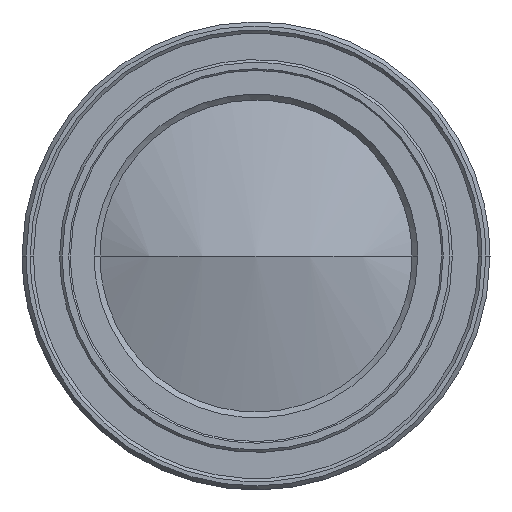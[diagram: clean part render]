
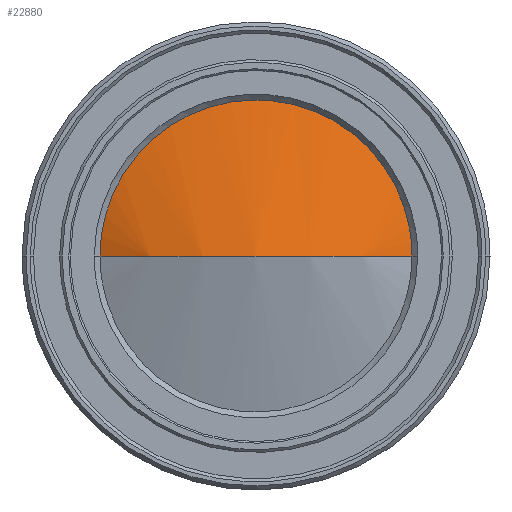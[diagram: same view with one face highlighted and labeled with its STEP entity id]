
A CAD part, left-side view. The second image highlights one B-rep face of the part: STEP entity #22880.
In plain terms, the highlighted free-form (B-spline) face has degree [2, 2] with [9, 5] control points.
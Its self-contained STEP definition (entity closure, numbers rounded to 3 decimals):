
#5840 = CARTESIAN_POINT ('', (-70.338, -19., 0.));
#5850 = VERTEX_POINT ('', #5840);
#5910 = CARTESIAN_POINT ('', (-70.338, 19., 0.));
#5920 = VERTEX_POINT ('', #5910);
#22180 = CARTESIAN_POINT ('', (-74.972, 0., 0.));
#22190 = VERTEX_POINT ('', #22180);
#22200 = CARTESIAN_POINT ('', (-74.972, 0., 0.));
#22210 = CARTESIAN_POINT ('', (-74.972, 10.065, 0.));
#22220 = CARTESIAN_POINT ('', (-70.338, 19., 0.));
#22230 = (
   BOUNDED_CURVE ()
   B_SPLINE_CURVE (2, (#22200, #22210, #22220), .UNSPECIFIED., .F., .U.)
   B_SPLINE_CURVE_WITH_KNOTS ((3, 3), (0., 27.412), .UNSPECIFIED.)
   CURVE ()
   GEOMETRIC_REPRESENTATION_ITEM ()
   RATIONAL_B_SPLINE_CURVE ((1., 0.972, 1.))
   REPRESENTATION_ITEM ('')
);
#22240 = EDGE_CURVE ('', #22190, #5920, #22230, .T.);
#22250 = ORIENTED_EDGE ('', *, *, #22240, .F.);
#22260 = CARTESIAN_POINT ('', (-74.972, 0., 0.));
#22270 = CARTESIAN_POINT ('', (-74.972, -10.065, 0.));
#22280 = CARTESIAN_POINT ('', (-70.338, -19., 0.));
#22290 = (
   BOUNDED_CURVE ()
   B_SPLINE_CURVE (2, (#22260, #22270, #22280), .UNSPECIFIED., .F., .U.)
   B_SPLINE_CURVE_WITH_KNOTS ((3, 3), (270., 297.412), .UNSPECIFIED.)
   CURVE ()
   GEOMETRIC_REPRESENTATION_ITEM ()
   RATIONAL_B_SPLINE_CURVE ((1., 0.972, 1.))
   REPRESENTATION_ITEM ('')
);
#22300 = EDGE_CURVE ('', #22190, #5850, #22290, .T.);
#22310 = ORIENTED_EDGE ('', *, *, #22300, .T.);
#22320 = CARTESIAN_POINT ('', (-70.338, 19., 0.));
#22330 = CARTESIAN_POINT ('', (-70.338, 19., 19.));
#22340 = CARTESIAN_POINT ('', (-70.338, 0., 19.));
#22350 = CARTESIAN_POINT ('', (-70.338, -19., 19.));
#22360 = CARTESIAN_POINT ('', (-70.338, -19., 0.));
#22370 = (
   BOUNDED_CURVE ()
   B_SPLINE_CURVE (2, (#22320, #22330, #22340, #22350, #22360), .UNSPECIFIED., .F., .U.)
   B_SPLINE_CURVE_WITH_KNOTS ((3, 2, 3), (0., 90., 180.), .UNSPECIFIED.)
   CURVE ()
   GEOMETRIC_REPRESENTATION_ITEM ()
   RATIONAL_B_SPLINE_CURVE ((1., 0.707, 1., 0.707, 1.))
   REPRESENTATION_ITEM ('')
);
#22380 = EDGE_CURVE ('', #5920, #5850, #22370, .T.);
#22390 = ORIENTED_EDGE ('', *, *, #22380, .F.);
#22400 = EDGE_LOOP ('', (#22250, #22310, #22390));
#22410 = FACE_OUTER_BOUND ('', #22400, .T.);
#22420 = CARTESIAN_POINT ('', (-33.702, 0., 41.27));
#22430 = CARTESIAN_POINT ('', (-33.702, 41.27, 41.27));
#22440 = CARTESIAN_POINT ('', (-33.702, 41.27, 0.));
#22450 = CARTESIAN_POINT ('', (-33.702, 41.27, -41.27));
#22460 = CARTESIAN_POINT ('', (-33.702, 0., -41.27));
#22470 = CARTESIAN_POINT ('', (-33.702, 0., 41.27));
#22480 = CARTESIAN_POINT ('', (7.568, 41.27, 41.27));
#22490 = CARTESIAN_POINT ('', (7.568, 41.27, 0.));
#22500 = CARTESIAN_POINT ('', (7.568, 41.27, -41.27));
#22510 = CARTESIAN_POINT ('', (-33.702, 0., -41.27));
#22520 = CARTESIAN_POINT ('', (-33.702, 0., 41.27));
#22530 = CARTESIAN_POINT ('', (7.568, 0., 41.27));
#22540 = CARTESIAN_POINT ('', (7.568, 0., 0.));
#22550 = CARTESIAN_POINT ('', (7.568, 0., -41.27));
#22560 = CARTESIAN_POINT ('', (-33.702, 0., -41.27));
#22570 = CARTESIAN_POINT ('', (-33.702, 0., 41.27));
#22580 = CARTESIAN_POINT ('', (7.568, -41.27, 41.27));
#22590 = CARTESIAN_POINT ('', (7.568, -41.27, 0.));
#22600 = CARTESIAN_POINT ('', (7.568, -41.27, -41.27));
#22610 = CARTESIAN_POINT ('', (-33.702, 0., -41.27));
#22620 = CARTESIAN_POINT ('', (-33.702, 0., 41.27));
#22630 = CARTESIAN_POINT ('', (-33.702, -41.27, 41.27));
#22640 = CARTESIAN_POINT ('', (-33.702, -41.27, 0.));
#22650 = CARTESIAN_POINT ('', (-33.702, -41.27, -41.27));
#22660 = CARTESIAN_POINT ('', (-33.702, 0., -41.27));
#22670 = CARTESIAN_POINT ('', (-33.702, 0., 41.27));
#22680 = CARTESIAN_POINT ('', (-74.972, -41.27, 41.27));
#22690 = CARTESIAN_POINT ('', (-74.972, -41.27, 0.));
#22700 = CARTESIAN_POINT ('', (-74.972, -41.27, -41.27));
#22710 = CARTESIAN_POINT ('', (-33.702, 0., -41.27));
#22720 = CARTESIAN_POINT ('', (-33.702, 0., 41.27));
#22730 = CARTESIAN_POINT ('', (-74.972, 0., 41.27));
#22740 = CARTESIAN_POINT ('', (-74.972, 0., 0.));
#22750 = CARTESIAN_POINT ('', (-74.972, 0., -41.27));
#22760 = CARTESIAN_POINT ('', (-33.702, 0., -41.27));
#22770 = CARTESIAN_POINT ('', (-33.702, 0., 41.27));
#22780 = CARTESIAN_POINT ('', (-74.972, 41.27, 41.27));
#22790 = CARTESIAN_POINT ('', (-74.972, 41.27, 0.));
#22800 = CARTESIAN_POINT ('', (-74.972, 41.27, -41.27));
#22810 = CARTESIAN_POINT ('', (-33.702, 0., -41.27));
#22820 = CARTESIAN_POINT ('', (-33.702, 0., 41.27));
#22830 = CARTESIAN_POINT ('', (-33.702, 41.27, 41.27));
#22840 = CARTESIAN_POINT ('', (-33.702, 41.27, 0.));
#22850 = CARTESIAN_POINT ('', (-33.702, 41.27, -41.27));
#22860 = CARTESIAN_POINT ('', (-33.702, 0., -41.27));
#22870 = (
   BOUNDED_SURFACE ()
   B_SPLINE_SURFACE (2, 2, ((#22420, #22430, #22440, #22450, #22460), (#22470, #22480, #22490, #22500, #22510), (#22520, #22530, #22540, #22550, #22560), (#22570, #22580, #22590, #22600, #22610), (#22620, #22630, #22640, #22650, #22660), (#22670, #22680, #22690, #22700, #22710), (#22720, #22730, #22740, #22750, #22760), (#22770, #22780, #22790, #22800, #22810), (#22820, #22830, #22840, #22850, #22860)), .UNSPECIFIED., .T., .F., .U.)
   B_SPLINE_SURFACE_WITH_KNOTS ((3, 2, 2, 2, 3), (3, 2, 3), (0., 0.25, 0.5, 0.75, 1.), (0., 0.5, 1.), .UNSPECIFIED.)
   SURFACE ()
   GEOMETRIC_REPRESENTATION_ITEM ()
   RATIONAL_B_SPLINE_SURFACE (((1., 0.707, 1., 0.707, 1.), (0.707, 0.5, 0.707, 0.5, 0.707), (1., 0.707, 1., 0.707, 1.), (0.707, 0.5, 0.707, 0.5, 0.707), (1., 0.707, 1., 0.707, 1.), (0.707, 0.5, 0.707, 0.5, 0.707), (1., 0.707, 1., 0.707, 1.), (0.707, 0.5, 0.707, 0.5, 0.707), (1., 0.707, 1., 0.707, 1.)))
   REPRESENTATION_ITEM ('')
);
#22880 = ADVANCED_FACE ('', (#22410), #22870, .T.);
